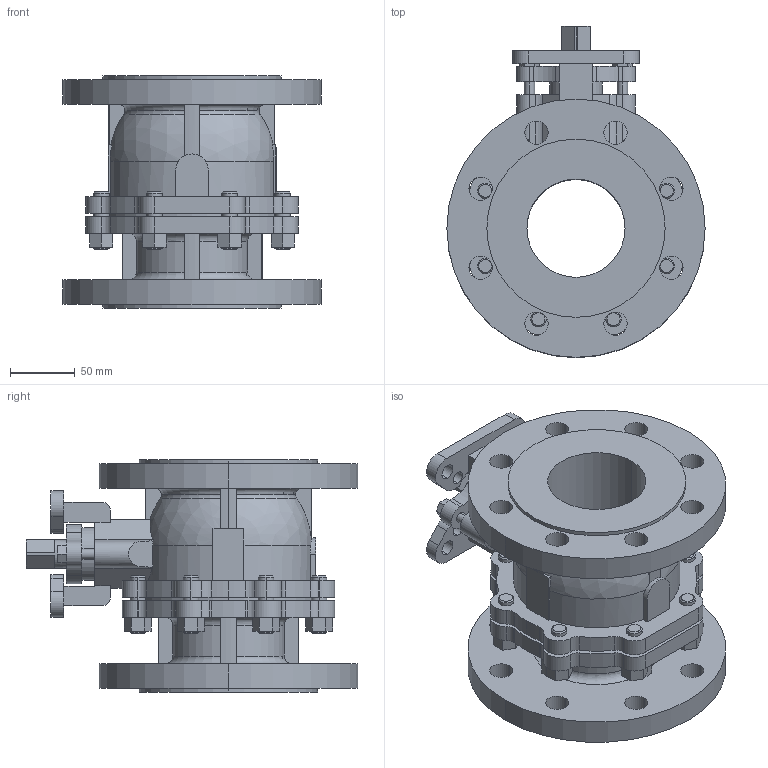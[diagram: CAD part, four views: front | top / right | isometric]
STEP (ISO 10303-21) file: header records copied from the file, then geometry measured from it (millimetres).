
FILE_DESCRIPTION (( 'STEP AP214' ), '1' );
FILE_NAME ('FG-0080-PN10-40.STEP', '2015-07-22T08:42:48', ( '' ), ( '' ), 'SwSTEP 2.0', 'SolidWorks 2015', '' );
FILE_SCHEMA (( 'AUTOMOTIVE_DESIGN' ));
Length unit declared in the file: millimetre
Products named in the file (1): FG-0080-PN10-40
Bounding box: 200 x 256.5 x 180 mm (x, y, z)
Volume: 2345741 mm3; surface area: 317653.1 mm2
Topology: 1 solids, 1 shells, 606 faces, 1630 edges, 1073 vertices
Faces by surface type: plane 271, cylinder 236, bspline 45, cone 34, torus 16, sphere 4
Entity records: 22215 total; most frequent: CARTESIAN_POINT 6751, ORIENTED_EDGE 3256, DIRECTION 3153, EDGE_CURVE 1628, AXIS2_PLACEMENT_3D 1111, VERTEX_POINT 1073, VECTOR 931, LINE 931
